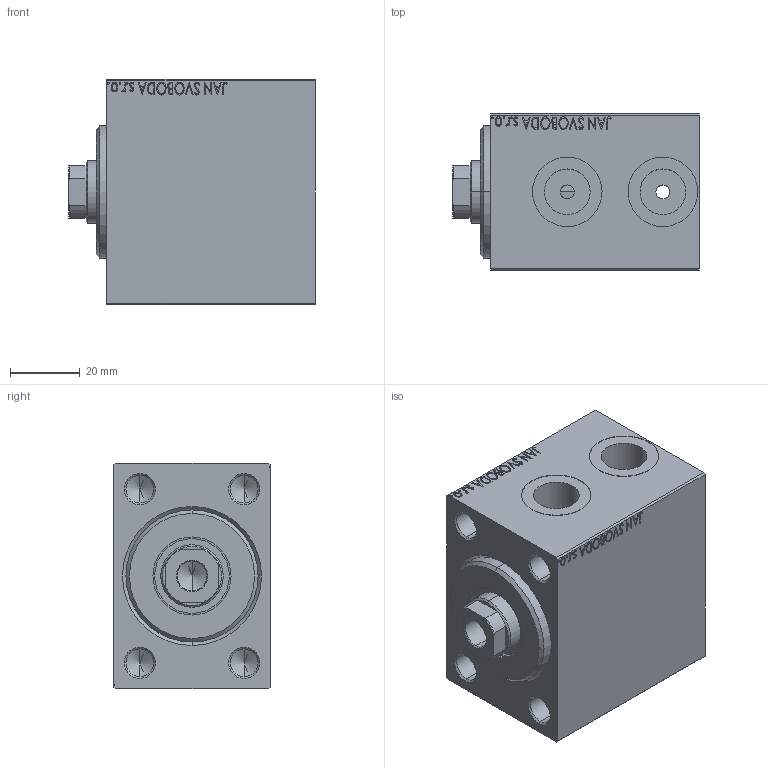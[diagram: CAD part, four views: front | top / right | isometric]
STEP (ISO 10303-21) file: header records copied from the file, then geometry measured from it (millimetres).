
FILE_DESCRIPTION (( 'STEP AP203' ), '1' );
FILE_NAME ('68c3.STEP', '2022-04-17T14:28:42', ( '' ), ( '' ), 'SwSTEP 2.0', 'SolidWorks 2019', '' );
FILE_SCHEMA (( 'CONFIG_CONTROL_DESIGN' ));
Length unit declared in the file: millimetre
Products named in the file (4): V450CM_B_Body c6164cd6513574e4890bf5f6f1efd30e; V450CM_VC_B c6164cd6513574e4890bf5f6f1efd30e; V450CM_B_VCP c6164cd6513574e4890bf5f6f1efd30e; 68c3
Assembly tree (3 placements, depth 2):
  68c3
    V450CM_B_Body c6164cd6513574e4890bf5f6f1efd30e
    V450CM_B_VCP c6164cd6513574e4890bf5f6f1efd30e
    V450CM_VC_B c6164cd6513574e4890bf5f6f1efd30e
Bounding box: 71 x 45 x 65 mm (x, y, z)
Volume: 162812.7 mm3; surface area: 35541 mm2
Topology: 3 solids, 3 shells, 895 faces, 2286 edges, 1497 vertices
Faces by surface type: plane 405, bspline 380, cylinder 64, cone 46
Entity records: 44796 total; most frequent: CARTESIAN_POINT 25278, ORIENTED_EDGE 4536, DIRECTION 2694, EDGE_CURVE 2268, VERTEX_POINT 1497, LINE 1340, VECTOR 1340, EDGE_LOOP 1021
